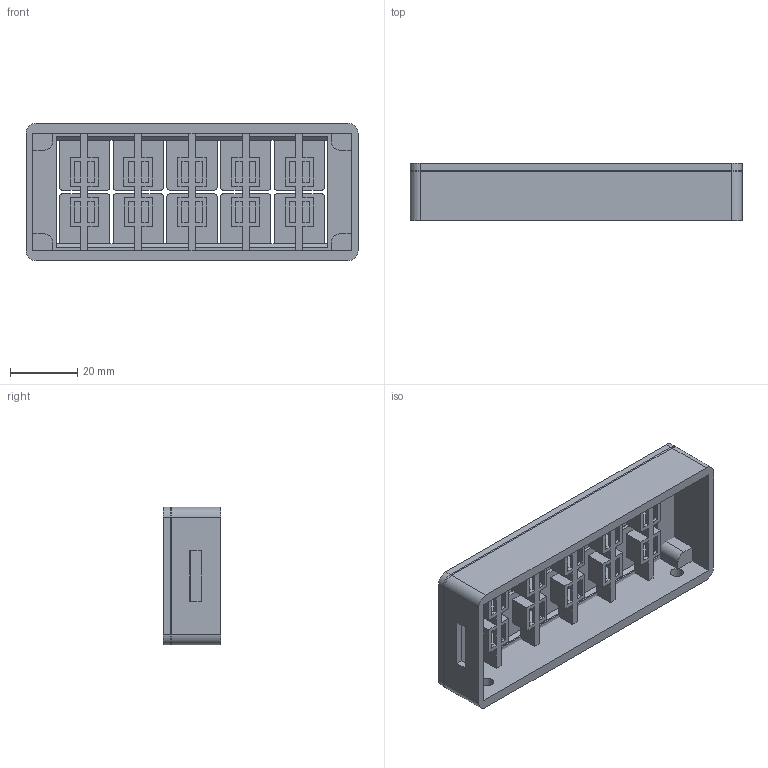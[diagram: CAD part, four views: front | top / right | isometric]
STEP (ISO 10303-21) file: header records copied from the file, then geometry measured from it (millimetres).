
FILE_DESCRIPTION(/* description */ (''),/* implementation_level */ '2;1');
FILE_NAME(/* name */ 'button box .step',/* time_stamp */ '2020-08-16T14:26:23-07:00',/* author */ (''),/* organization */ (''),/* preprocessor_version */ 'ST-DEVELOPER v18.1',/* originating_system */ 'Autodesk Translation Framework v9.3.0.1241',/* authorisation */ '');
FILE_SCHEMA (('AUTOMOTIVE_DESIGN { 1 0 10303 214 3 1 1 }'));
Length unit declared in the file: millimetre
Products named in the file (4): button box; buttonpad; base; Component3
Assembly tree (3 placements, depth 3):
  button box
    buttonpad
    base
      Component3
Bounding box: 99 x 17 x 41 mm (x, y, z)
Volume: 20009.5 mm3; surface area: 24744.8 mm2
Topology: 2 solids, 2 shells, 363 faces, 1032 edges, 680 vertices
Faces by surface type: plane 321, cylinder 42
Full cylindrical faces by diameter (mm): 2.5 x4, 3.2 x4, 4 x2
Entity records: 11895 total; most frequent: CARTESIAN_POINT 2094, ORIENTED_EDGE 2072, DIRECTION 1864, EDGE_CURVE 1036, LINE 948, VECTOR 948, VERTEX_POINT 688, AXIS2_PLACEMENT_3D 458
